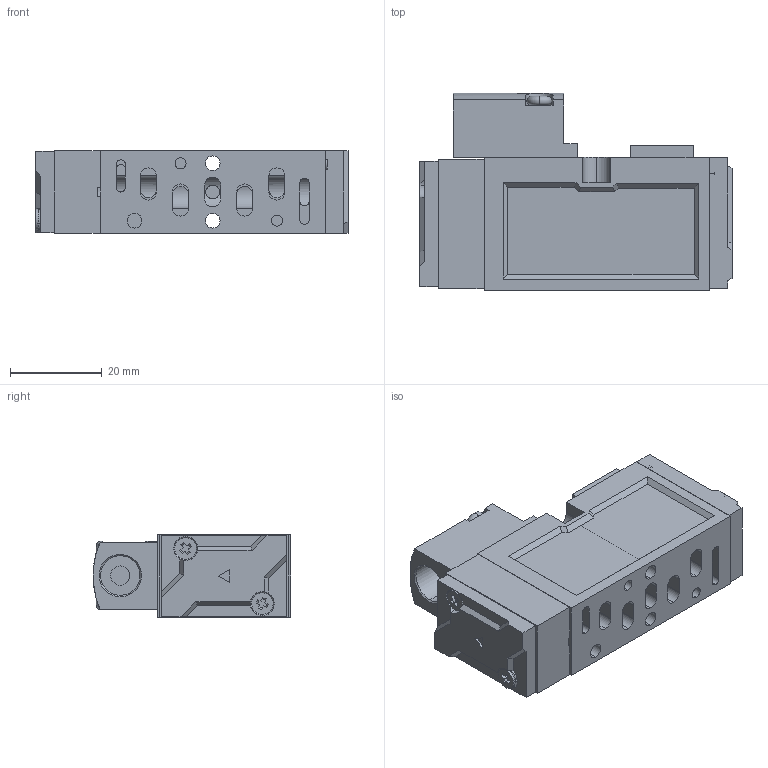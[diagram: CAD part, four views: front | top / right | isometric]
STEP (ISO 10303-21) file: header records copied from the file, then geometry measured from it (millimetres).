
FILE_DESCRIPTION (( 'STEP AP203' ), '1' );
FILE_NAME ('SIP211.STEP', '2013-01-29T08:03:47', ( '' ), ( '' ), 'SwSTEP 2.0', 'SolidWorks 2008', '' );
FILE_SCHEMA (( 'CONFIG_CONTROL_DESIGN' ));
Length unit declared in the file: millimetre
Products named in the file (14): SIP211; SIV200 BODY_晦獄 撲薑; BC_ル遽; BodyCover(SF2000)ZcDC_ル遽; BodyCoverBoltM3xL8(SF2000)_ル遽; semi_ル遽; SemiPilotZnDC(SF2000)_ル遽; SemiPilotCover(ZnDC)_ル遽; SemiPilotCoverBolt M3xL16_ル遽; plate22_ル遽; ParPlate_ル遽; ParPlateBoltM3xL7_ル遽; PneumaticPilot_ル遽; PneumaticPilotBoltM3xL16_ル遽
Assembly tree (17 placements, depth 3):
  SIP211
    SIV200 BODY_晦獄 撲薑
    BC_ル遽
      BodyCover(SF2000)ZcDC_ル遽
      BodyCoverBoltM3xL8(SF2000)_ル遽  x2
    semi_ル遽
      SemiPilotCoverBolt M3xL16_ル遽  x2
      SemiPilotCover(ZnDC)_ル遽
      SemiPilotZnDC(SF2000)_ル遽
    plate22_ル遽
      ParPlate_ル遽
      ParPlateBoltM3xL7_ル遽  x2
    PneumaticPilot_ル遽
    PneumaticPilotBoltM3xL16_ル遽  x2
Bounding box: 68 x 42.94 x 18 mm (x, y, z)
Volume: 29645 mm3; surface area: 20819.4 mm2
Topology: 14 solids, 18 shells, 840 faces, 2181 edges, 1398 vertices
Faces by surface type: plane 487, cylinder 273, cone 76, torus 4
Entity records: 24243 total; most frequent: CARTESIAN_POINT 4312, DIRECTION 3903, ORIENTED_EDGE 3750, EDGE_CURVE 1875, AXIS2_PLACEMENT_3D 1315, LINE 1273, VECTOR 1273, VERTEX_POINT 1222
